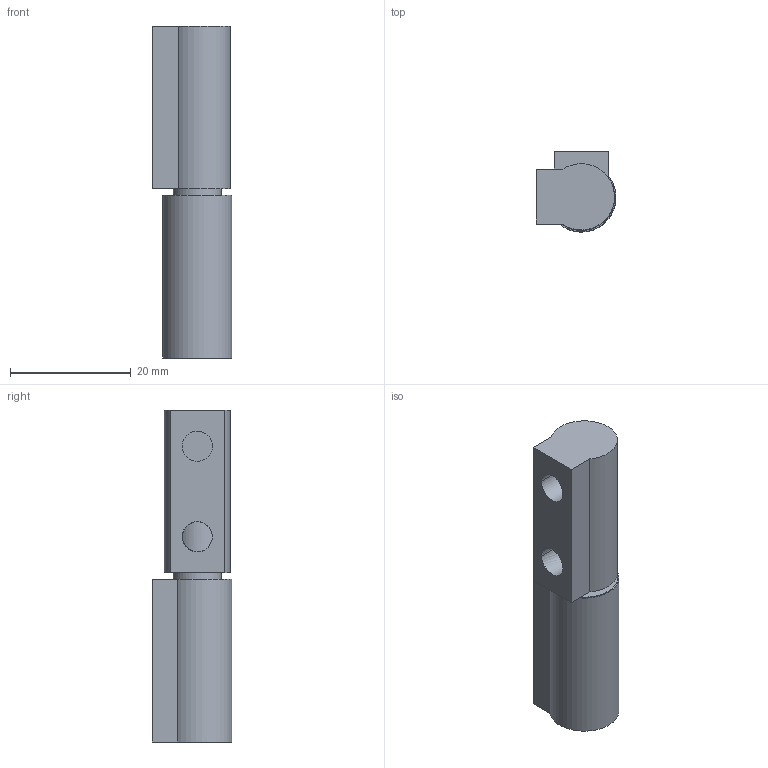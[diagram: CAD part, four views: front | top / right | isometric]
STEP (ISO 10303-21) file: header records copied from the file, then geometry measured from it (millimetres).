
FILE_DESCRIPTION((''),'2;1');
FILE_NAME('','2006-10-27T18:09:01',(''),(''),'','CADfix','');
FILE_SCHEMA(('AUTOMOTIVE_DESIGN'));
Length unit declared in the file: millimetre
Products named in the file (4): hinge pieces_B; hinge pieces_A; cover; TEH_1036_U7_4258_36
Assembly tree (3 placements, depth 2):
  TEH_1036_U7_4258_36
    hinge pieces_B
    hinge pieces_A
    cover
Bounding box: 13.25 x 13.24 x 55 mm (x, y, z)
Volume: 5213.2 mm3; surface area: 5395 mm2
Topology: 3 solids, 3 shells, 43 faces, 133 edges, 97 vertices
Faces by surface type: bspline 43
Entity records: 2209 total; most frequent: CARTESIAN_POINT 1390, ORIENTED_EDGE 258, EDGE_CURVE 129, VERTEX_POINT 97, EDGE_LOOP 54, QUASI_UNIFORM_CURVE 48, FACE_OUTER_BOUND 43, ADVANCED_FACE 43
